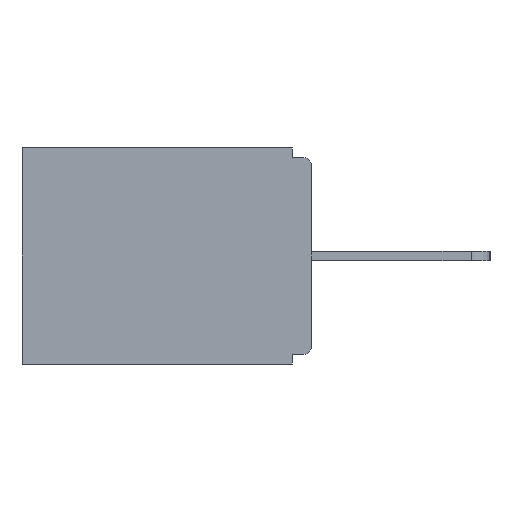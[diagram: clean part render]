
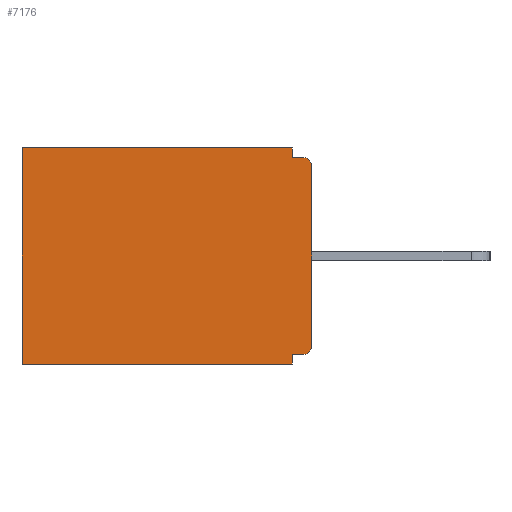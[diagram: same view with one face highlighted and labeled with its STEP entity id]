
A CAD part, left-side view. The second image highlights one B-rep face of the part: STEP entity #7176.
In plain terms, the highlighted planar face has unit normal (-1, 0, 0).
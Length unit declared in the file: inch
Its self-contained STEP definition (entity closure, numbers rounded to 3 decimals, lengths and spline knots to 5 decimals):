
#175 = VERTEX_POINT ( 'NONE', #3147 ) ;
#265 = CARTESIAN_POINT ( 'NONE',  ( 0.298, 0., 0. ) ) ;
#396 = CARTESIAN_POINT ( 'NONE',  ( 0.298, 0.015, -0.328 ) ) ;
#411 = CARTESIAN_POINT ( 'NONE',  ( 0.298, 0.031, -0.015 ) ) ;
#430 = EDGE_CURVE ( 'NONE', #6462, #4390, #14362, .T. ) ;
#1062 = VECTOR ( 'NONE', #16190, 39.37008 ) ;
#1310 = LINE ( 'NONE', #15901, #4518 ) ;
#1596 = ORIENTED_EDGE ( 'NONE', *, *, #9417, .F. ) ;
#1647 = CARTESIAN_POINT ( 'NONE',  ( 0.298, 0.015, -0.313 ) ) ;
#1679 = CIRCLE ( 'NONE', #6985, 0.015 ) ;
#1717 = VECTOR ( 'NONE', #15619, 39.37008 ) ;
#1867 = DIRECTION ( 'NONE',  ( 0., 0., -1. ) ) ;
#2047 = LINE ( 'NONE', #2262, #10906 ) ;
#2153 = CARTESIAN_POINT ( 'NONE',  ( 0.298, 0.031, -0.328 ) ) ;
#2262 = CARTESIAN_POINT ( 'NONE',  ( 0.298, 0.031, -0.343 ) ) ;
#2486 = CIRCLE ( 'NONE', #6305, 0.015 ) ;
#2621 = LINE ( 'NONE', #14349, #5266 ) ;
#2912 = FACE_OUTER_BOUND ( 'NONE', #8760, .T. ) ;
#3147 = CARTESIAN_POINT ( 'NONE',  ( 0.298, 0.031, -0.343 ) ) ;
#3433 = ORIENTED_EDGE ( 'NONE', *, *, #7288, .T. ) ;
#3580 = VERTEX_POINT ( 'NONE', #411 ) ;
#3614 = DIRECTION ( 'NONE',  ( 1., 0., 0. ) ) ;
#3844 = VERTEX_POINT ( 'NONE', #10016 ) ;
#4312 = EDGE_CURVE ( 'NONE', #3844, #6462, #15366, .T. ) ;
#4390 = VERTEX_POINT ( 'NONE', #4509 ) ;
#4509 = CARTESIAN_POINT ( 'NONE',  ( 0.298, 0.46, -0.343 ) ) ;
#4518 = VECTOR ( 'NONE', #6864, 39.37008 ) ;
#4824 = DIRECTION ( 'NONE',  ( 0., 0., -1. ) ) ;
#4937 = CARTESIAN_POINT ( 'NONE',  ( 0.298, 0., 0. ) ) ;
#5266 = VECTOR ( 'NONE', #8186, 39.37008 ) ;
#5533 = CARTESIAN_POINT ( 'NONE',  ( 0.298, 0., -0.328 ) ) ;
#5922 = EDGE_CURVE ( 'NONE', #11098, #12249, #7083, .T. ) ;
#6305 = AXIS2_PLACEMENT_3D ( 'NONE', #1647, #8047, #9224 ) ;
#6308 = VECTOR ( 'NONE', #6784, 39.37008 ) ;
#6462 = VERTEX_POINT ( 'NONE', #15141 ) ;
#6784 = DIRECTION ( 'NONE',  ( 0., 1., 0. ) ) ;
#6864 = DIRECTION ( 'NONE',  ( 0., 0., -1. ) ) ;
#6985 = AXIS2_PLACEMENT_3D ( 'NONE', #11016, #7087, #1867 ) ;
#7083 = LINE ( 'NONE', #5533, #6308 ) ;
#7087 = DIRECTION ( 'NONE',  ( -1., 0., 0. ) ) ;
#7176 = ADVANCED_FACE ( 'NONE', ( #2912 ), #12707, .F. ) ;
#7288 = EDGE_CURVE ( 'NONE', #11098, #10065, #2486, .T. ) ;
#7782 = ORIENTED_EDGE ( 'NONE', *, *, #430, .T. ) ;
#7860 = LINE ( 'NONE', #14989, #1062 ) ;
#8047 = DIRECTION ( 'NONE',  ( -1., 0., 0. ) ) ;
#8186 = DIRECTION ( 'NONE',  ( 0., 1., 0. ) ) ;
#8345 = EDGE_CURVE ( 'NONE', #3580, #10030, #7860, .T. ) ;
#8710 = VERTEX_POINT ( 'NONE', #13559 ) ;
#8760 = EDGE_LOOP ( 'NONE', ( #12528, #10337, #15861, #13853, #7782, #1596, #14999, #13759, #3433, #12392 ) ) ;
#9044 = DIRECTION ( 'NONE',  ( 0., 1., 0. ) ) ;
#9224 = DIRECTION ( 'NONE',  ( 0., 0., -1. ) ) ;
#9417 = EDGE_CURVE ( 'NONE', #175, #4390, #2621, .T. ) ;
#10016 = CARTESIAN_POINT ( 'NONE',  ( 0.298, 0.031, 0. ) ) ;
#10030 = VERTEX_POINT ( 'NONE', #14244 ) ;
#10065 = VERTEX_POINT ( 'NONE', #13035 ) ;
#10161 = CARTESIAN_POINT ( 'NONE',  ( 0.298, 0.46, 0. ) ) ;
#10179 = EDGE_CURVE ( 'NONE', #8710, #10065, #1310, .T. ) ;
#10337 = ORIENTED_EDGE ( 'NONE', *, *, #8345, .F. ) ;
#10726 = DIRECTION ( 'NONE',  ( 0., 0., -1. ) ) ;
#10825 = CARTESIAN_POINT ( 'NONE',  ( 0.298, 0.031, -0.343 ) ) ;
#10906 = VECTOR ( 'NONE', #4824, 39.37008 ) ;
#10987 = VECTOR ( 'NONE', #10726, 39.37008 ) ;
#11016 = CARTESIAN_POINT ( 'NONE',  ( 0.298, 0.015, -0.03 ) ) ;
#11098 = VERTEX_POINT ( 'NONE', #396 ) ;
#11152 = EDGE_CURVE ( 'NONE', #8710, #10030, #1679, .T. ) ;
#11282 = EDGE_CURVE ( 'NONE', #12249, #175, #2047, .T. ) ;
#11399 = LINE ( 'NONE', #10825, #10987 ) ;
#12249 = VERTEX_POINT ( 'NONE', #2153 ) ;
#12392 = ORIENTED_EDGE ( 'NONE', *, *, #10179, .F. ) ;
#12528 = ORIENTED_EDGE ( 'NONE', *, *, #11152, .T. ) ;
#12707 = PLANE ( 'NONE',  #16236 ) ;
#12778 = VECTOR ( 'NONE', #9044, 39.37008 ) ;
#13035 = CARTESIAN_POINT ( 'NONE',  ( 0.298, 0., -0.313 ) ) ;
#13559 = CARTESIAN_POINT ( 'NONE',  ( 0.298, 0., -0.03 ) ) ;
#13759 = ORIENTED_EDGE ( 'NONE', *, *, #5922, .F. ) ;
#13853 = ORIENTED_EDGE ( 'NONE', *, *, #4312, .T. ) ;
#13968 = DIRECTION ( 'NONE',  ( 0., 0., -1. ) ) ;
#14244 = CARTESIAN_POINT ( 'NONE',  ( 0.298, 0.015, -0.015 ) ) ;
#14349 = CARTESIAN_POINT ( 'NONE',  ( 0.298, 0., -0.343 ) ) ;
#14362 = LINE ( 'NONE', #10161, #1717 ) ;
#14989 = CARTESIAN_POINT ( 'NONE',  ( 0.298, 0., -0.015 ) ) ;
#14999 = ORIENTED_EDGE ( 'NONE', *, *, #11282, .F. ) ;
#15141 = CARTESIAN_POINT ( 'NONE',  ( 0.298, 0.46, 0. ) ) ;
#15366 = LINE ( 'NONE', #265, #12778 ) ;
#15619 = DIRECTION ( 'NONE',  ( 0., 0., -1. ) ) ;
#15861 = ORIENTED_EDGE ( 'NONE', *, *, #15933, .F. ) ;
#15901 = CARTESIAN_POINT ( 'NONE',  ( 0.298, 0., 0. ) ) ;
#15933 = EDGE_CURVE ( 'NONE', #3844, #3580, #11399, .T. ) ;
#16190 = DIRECTION ( 'NONE',  ( 0., -1., 0. ) ) ;
#16236 = AXIS2_PLACEMENT_3D ( 'NONE', #4937, #3614, #13968 ) ;
